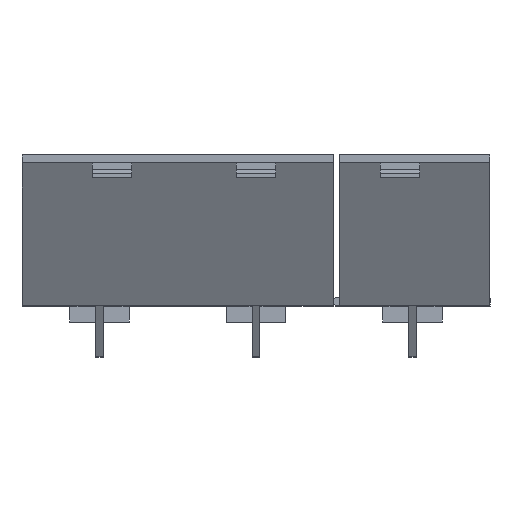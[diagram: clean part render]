
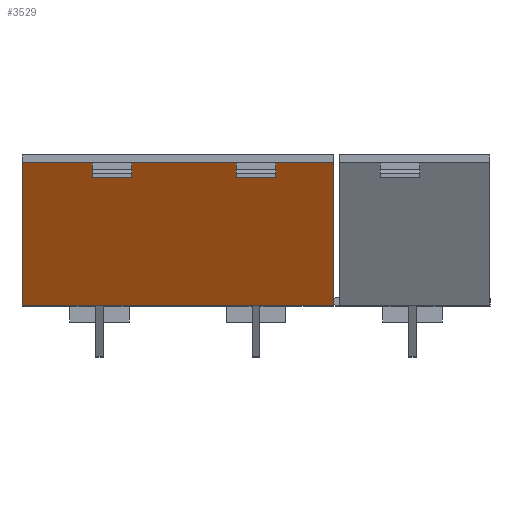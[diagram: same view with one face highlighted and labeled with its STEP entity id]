
A CAD part, top view. The second image highlights one B-rep face of the part: STEP entity #3529.
In plain terms, the highlighted face is planar.
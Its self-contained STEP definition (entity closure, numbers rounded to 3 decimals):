
#3516=AXIS2_PLACEMENT_3D('Plane Axis2P3D',#3513,#3514,#3515) ;
#2102=CARTESIAN_POINT('Vertex',(2.5,33.757,99.5)) ;
#2105=CARTESIAN_POINT('Line Origine',(25.3,46.92,99.5)) ;
#2109=CARTESIAN_POINT('Vertex',(48.1,60.084,99.5)) ;
#3136=CARTESIAN_POINT('Vertex',(48.1,60.084,0.)) ;
#3139=CARTESIAN_POINT('Line Origine',(25.3,46.92,0.)) ;
#3143=CARTESIAN_POINT('Vertex',(2.5,33.757,0.)) ;
#3369=CARTESIAN_POINT('Line Origine',(2.5,33.757,49.75)) ;
#3513=CARTESIAN_POINT('Axis2P3D Location',(-13.992,24.235,0.)) ;
#3518=CARTESIAN_POINT('Line Origine',(48.1,60.084,49.75)) ;
#2106=DIRECTION('Vector Direction',(-0.866,-0.5,0.)) ;
#3140=DIRECTION('Vector Direction',(0.866,0.5,0.)) ;
#3370=DIRECTION('Vector Direction',(0.,0.,1.)) ;
#3514=DIRECTION('Axis2P3D Direction',(-0.5,0.866,0.)) ;
#3515=DIRECTION('Axis2P3D XDirection',(0.866,0.5,0.)) ;
#3519=DIRECTION('Vector Direction',(0.,0.,-1.)) ;
#2107=VECTOR('Line Direction',#2106,1.) ;
#3141=VECTOR('Line Direction',#3140,1.) ;
#3371=VECTOR('Line Direction',#3370,1.) ;
#3520=VECTOR('Line Direction',#3519,1.) ;
#3524=ORIENTED_EDGE('',*,*,#3373,.F.) ;
#3525=ORIENTED_EDGE('',*,*,#3145,.F.) ;
#3526=ORIENTED_EDGE('',*,*,#3522,.F.) ;
#3527=ORIENTED_EDGE('',*,*,#2111,.F.) ;
#3529=ADVANCED_FACE('Hauptkoerper_nicht_benutzen',(#3528),#3517,.F.) ;
#2111=EDGE_CURVE('',#2103,#2110,#2108,.F.) ;
#3145=EDGE_CURVE('',#3137,#3144,#3142,.F.) ;
#3373=EDGE_CURVE('',#3144,#2103,#3372,.T.) ;
#3522=EDGE_CURVE('',#2110,#3137,#3521,.T.) ;
#3523=EDGE_LOOP('',(#3524,#3525,#3526,#3527)) ;
#3528=FACE_OUTER_BOUND('',#3523,.T.) ;
#2108=LINE('Line',#2105,#2107) ;
#3142=LINE('Line',#3139,#3141) ;
#3372=LINE('Line',#3369,#3371) ;
#3521=LINE('Line',#3518,#3520) ;
#3517=PLANE('Plane',#3516) ;
#2103=VERTEX_POINT('',#2102) ;
#2110=VERTEX_POINT('',#2109) ;
#3137=VERTEX_POINT('',#3136) ;
#3144=VERTEX_POINT('',#3143) ;
